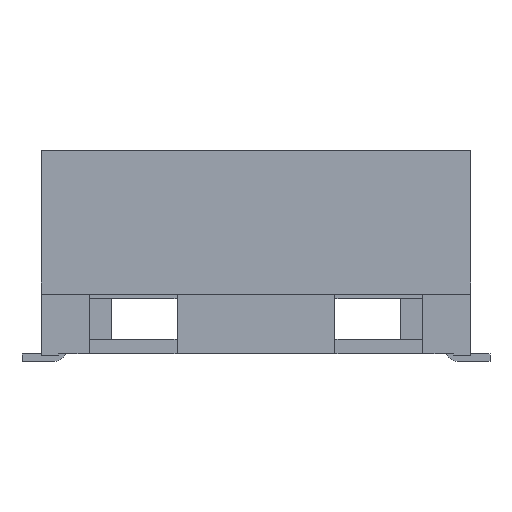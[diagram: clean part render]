
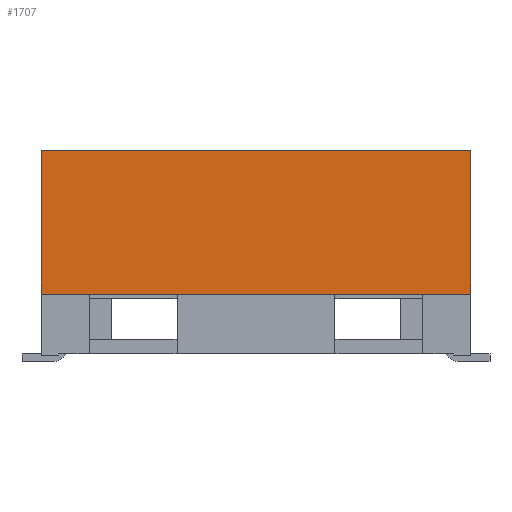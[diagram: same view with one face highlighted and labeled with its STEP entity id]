
A CAD part, left-side view. The second image highlights one B-rep face of the part: STEP entity #1707.
In plain terms, the highlighted planar face has unit normal (-1, 0, 0).
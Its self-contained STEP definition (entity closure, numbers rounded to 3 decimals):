
#1707 = ADVANCED_FACE( '', ( #3421 ), #3422, .F. );
#3421 = FACE_OUTER_BOUND( '', #5384, .T. );
#3422 = PLANE( '', #5385 );
#5384 = EDGE_LOOP( '', ( #9037, #9038, #9039, #9040 ) );
#5385 = AXIS2_PLACEMENT_3D( '', #9041, #9042, #9043 );
#9037 = ORIENTED_EDGE( '', *, *, #13902, .T. );
#9038 = ORIENTED_EDGE( '', *, *, #13903, .F. );
#9039 = ORIENTED_EDGE( '', *, *, #13904, .F. );
#9040 = ORIENTED_EDGE( '', *, *, #13905, .T. );
#9041 = CARTESIAN_POINT( '', ( -9.145, -7.35, 5.6 ) );
#9042 = DIRECTION( '', ( 1., 0., 0. ) );
#9043 = DIRECTION( '', ( 0., 0., -1. ) );
#13902 = EDGE_CURVE( '', #17021, #17022, #17023, .T. );
#13903 = EDGE_CURVE( '', #17024, #17022, #17025, .T. );
#13904 = EDGE_CURVE( '', #17026, #17024, #17027, .T. );
#13905 = EDGE_CURVE( '', #17026, #17021, #17028, .T. );
#17021 = VERTEX_POINT( '', #21593 );
#17022 = VERTEX_POINT( '', #21594 );
#17023 = LINE( '', #21595, #21596 );
#17024 = VERTEX_POINT( '', #21597 );
#17025 = LINE( '', #21598, #21599 );
#17026 = VERTEX_POINT( '', #21600 );
#17027 = LINE( '', #21601, #21602 );
#17028 = LINE( '', #21603, #21604 );
#21593 = CARTESIAN_POINT( '', ( -9.145, 7.35, 5.6 ) );
#21594 = CARTESIAN_POINT( '', ( -9.145, 7.35, 0.7 ) );
#21595 = CARTESIAN_POINT( '', ( -9.145, 7.35, 5.6 ) );
#21596 = VECTOR( '', #24786, 1000. );
#21597 = CARTESIAN_POINT( '', ( -9.145, -7.35, 0.7 ) );
#21598 = CARTESIAN_POINT( '', ( -9.145, -7.35, 0.7 ) );
#21599 = VECTOR( '', #24787, 1000. );
#21600 = CARTESIAN_POINT( '', ( -9.145, -7.35, 5.6 ) );
#21601 = CARTESIAN_POINT( '', ( -9.145, -7.35, 5.6 ) );
#21602 = VECTOR( '', #24788, 1000. );
#21603 = CARTESIAN_POINT( '', ( -9.145, -7.35, 5.6 ) );
#21604 = VECTOR( '', #24789, 1000. );
#24786 = DIRECTION( '', ( 0., 0., -1. ) );
#24787 = DIRECTION( '', ( 0., 1., 0. ) );
#24788 = DIRECTION( '', ( 0., 0., -1. ) );
#24789 = DIRECTION( '', ( 0., 1., 0. ) );
